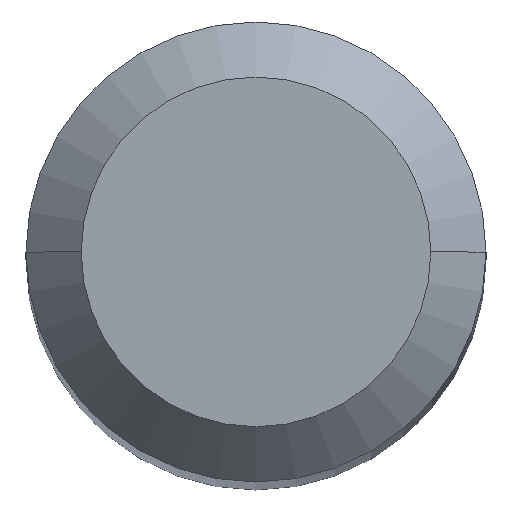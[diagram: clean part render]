
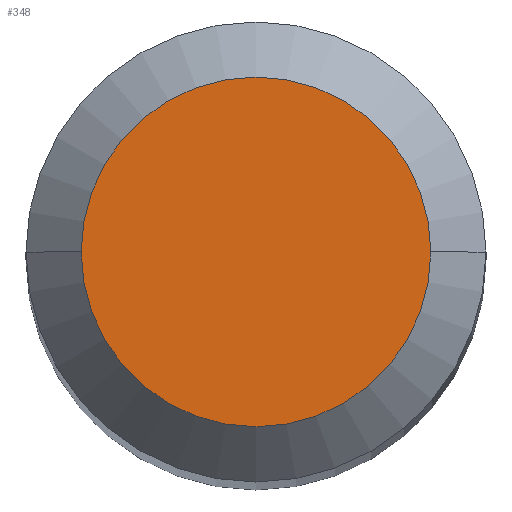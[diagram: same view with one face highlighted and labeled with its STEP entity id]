
A CAD part, top view. The second image highlights one B-rep face of the part: STEP entity #348.
In plain terms, the highlighted planar face has unit normal (0, 0, 1).
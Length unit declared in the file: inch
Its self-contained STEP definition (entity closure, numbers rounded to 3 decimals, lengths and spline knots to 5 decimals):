
#19 = VERTEX_POINT ( 'NONE', #178 ) ;
#25 = CIRCLE ( 'NONE', #139, 0.0475 ) ;
#29 = DIRECTION ( 'NONE',  ( 1., 0., 0. ) ) ;
#64 = DIRECTION ( 'NONE',  ( 0., 0., 1. ) ) ;
#65 = DIRECTION ( 'NONE',  ( 0., 0., -1. ) ) ;
#113 = DIRECTION ( 'NONE',  ( 1., 0., 0. ) ) ;
#126 = FACE_OUTER_BOUND ( 'NONE', #197, .T. ) ;
#139 = AXIS2_PLACEMENT_3D ( 'NONE', #145, #433, #113 ) ;
#145 = CARTESIAN_POINT ( 'NONE',  ( 0., 0., 0. ) ) ;
#178 = CARTESIAN_POINT ( 'NONE',  ( -0.0475, 0., 0. ) ) ;
#189 = EDGE_CURVE ( 'NONE', #19, #242, #25, .T. ) ;
#197 = EDGE_LOOP ( 'NONE', ( #379, #216 ) ) ;
#209 = PLANE ( 'NONE',  #407 ) ;
#216 = ORIENTED_EDGE ( 'NONE', *, *, #358, .T. ) ;
#231 = CARTESIAN_POINT ( 'NONE',  ( 0.0475, 0., 0. ) ) ;
#242 = VERTEX_POINT ( 'NONE', #231 ) ;
#248 = CARTESIAN_POINT ( 'NONE',  ( 0., 0.0475, 0. ) ) ;
#249 = CARTESIAN_POINT ( 'NONE',  ( 0., 0., 0. ) ) ;
#287 = CIRCLE ( 'NONE', #390, 0.0475 ) ;
#344 = DIRECTION ( 'NONE',  ( -1., 0., 0. ) ) ;
#348 = ADVANCED_FACE ( 'NONE', ( #126 ), #209, .F. ) ;
#358 = EDGE_CURVE ( 'NONE', #242, #19, #287, .T. ) ;
#379 = ORIENTED_EDGE ( 'NONE', *, *, #189, .T. ) ;
#390 = AXIS2_PLACEMENT_3D ( 'NONE', #249, #64, #29 ) ;
#407 = AXIS2_PLACEMENT_3D ( 'NONE', #248, #65, #344 ) ;
#433 = DIRECTION ( 'NONE',  ( 0., 0., 1. ) ) ;
